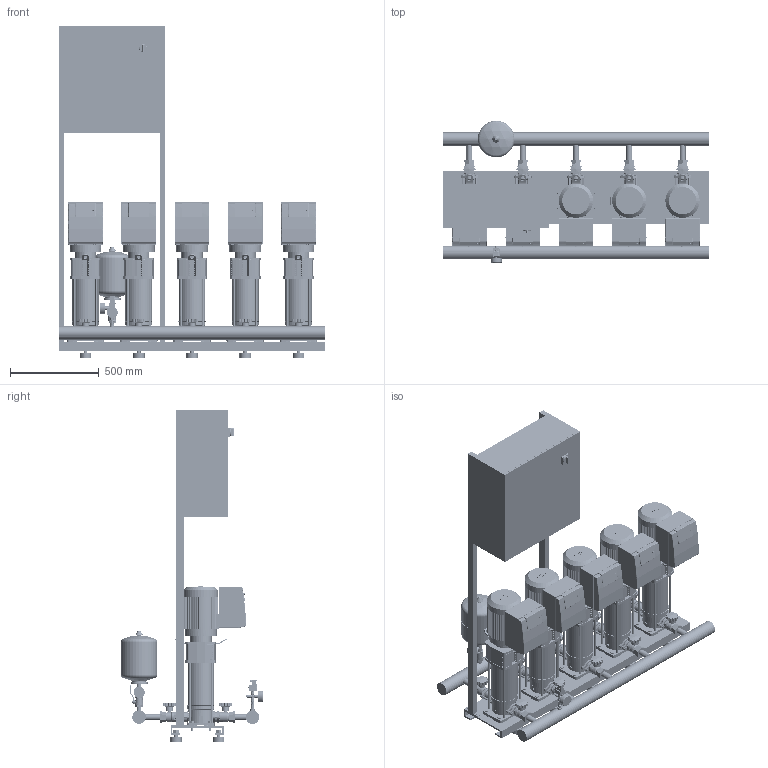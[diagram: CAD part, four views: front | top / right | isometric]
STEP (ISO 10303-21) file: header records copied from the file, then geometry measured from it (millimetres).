
FILE_DESCRIPTION((''),'2;1');
FILE_NAME('3d_COR-5HELIXVE407_K_CCE-01-2539343.stp','2015-10-05T07:15:29',(''),(''),'Mechanical Desktop 2009','Mechanical Desktop 2009',', , ');
FILE_SCHEMA(('CONFIG_CONTROL_DESIGN'));
Length unit declared in the file: millimetre
Products named in the file (1): Product
Bounding box: 1500 x 802 x 1870 mm (x, y, z)
Volume: 243744572.7 mm3; surface area: 11949504.8 mm2
Topology: 236 solids, 236 shells, 6816 faces, 17338 edges, 11267 vertices
Faces by surface type: plane 2765, bspline 1993, cylinder 1747, cone 241, torus 54, sphere 16
Entity records: 223344 total; most frequent: CARTESIAN_POINT 61258, ORIENTED_EDGE 34508, DIRECTION 31464, EDGE_CURVE 17254, VERTEX_POINT 11260, VECTOR 11072, LINE 11072, AXIS2_PLACEMENT_3D 10196
